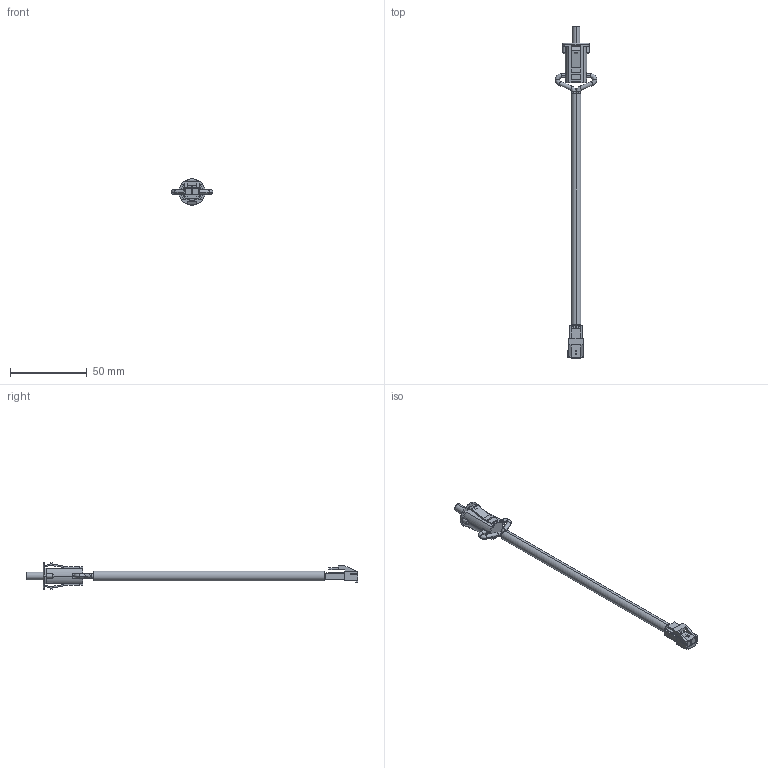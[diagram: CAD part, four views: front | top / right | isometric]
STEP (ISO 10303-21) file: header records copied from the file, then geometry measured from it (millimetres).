
FILE_DESCRIPTION (( 'STEP AP203' ), '1' );
FILE_NAME ('Žº‰ª•ÏŠ·.STEP', '2018-06-14T06:19:01', ( '' ), ( '' ), 'SwSTEP 2.0', 'SolidWorks 2014', '' );
FILE_SCHEMA (( 'CONFIG_CONTROL_DESIGN' ));
Length unit declared in the file: millimetre
Products named in the file (6): S-417_僗僀僢僠_S-417-2_棉太倌; S-417_リード線; S-417_コネクタ; 室岡変換; S-417_スイッチ本体_S-417-2; S-417_ボタン
Assembly tree (5 placements, depth 3):
  室岡変換
    S-417_僗僀僢僠_S-417-2_棉太倌
      S-417_スイッチ本体_S-417-2
      S-417_ボタン
    S-417_リード線
    S-417_コネクタ
Bounding box: 27.02 x 216 x 17 mm (x, y, z)
Volume: 9789.9 mm3; surface area: 7180.8 mm2
Topology: 5 solids, 5 shells, 252 faces, 656 edges, 425 vertices
Faces by surface type: plane 196, cylinder 38, torus 14, cone 2, sphere 2
Entity records: 8254 total; most frequent: CARTESIAN_POINT 1352, ORIENTED_EDGE 1308, DIRECTION 1294, EDGE_CURVE 654, LINE 528, VECTOR 528, VERTEX_POINT 425, AXIS2_PLACEMENT_3D 383
